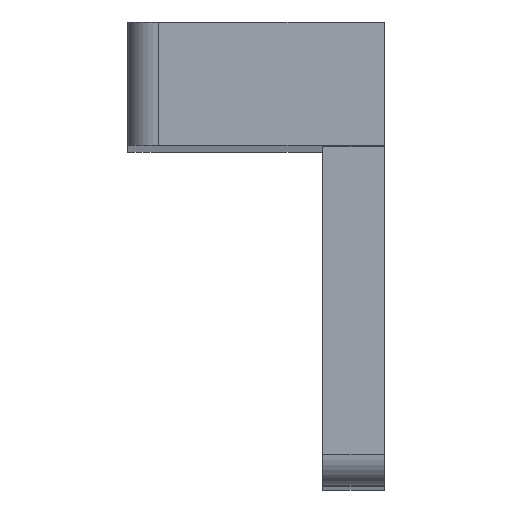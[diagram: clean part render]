
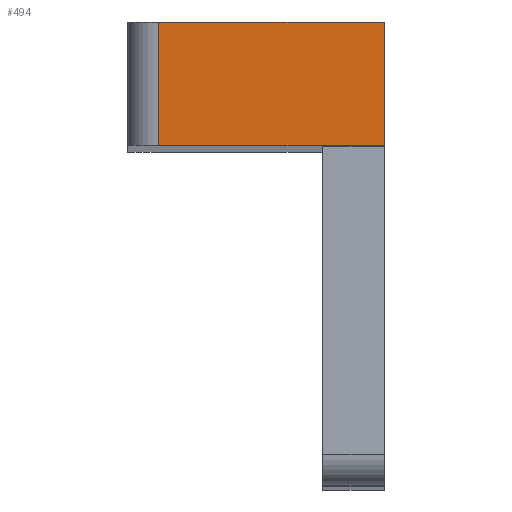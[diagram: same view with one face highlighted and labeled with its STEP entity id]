
A CAD part, top view. The second image highlights one B-rep face of the part: STEP entity #494.
In plain terms, the highlighted planar face has unit normal (0, 0, 1).
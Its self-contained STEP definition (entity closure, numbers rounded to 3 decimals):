
#52=LINE('',#776,#94);
#59=LINE('',#802,#101);
#60=LINE('',#804,#102);
#61=LINE('',#806,#103);
#94=VECTOR('',#621,1000.);
#101=VECTOR('',#644,1000.);
#102=VECTOR('',#645,1000.);
#103=VECTOR('',#646,1000.);
#160=ORIENTED_EDGE('',*,*,#274,.T.);
#161=ORIENTED_EDGE('',*,*,#287,.T.);
#162=ORIENTED_EDGE('',*,*,#288,.F.);
#163=ORIENTED_EDGE('',*,*,#289,.F.);
#274=EDGE_CURVE('',#337,#336,#52,.T.);
#287=EDGE_CURVE('',#336,#348,#59,.T.);
#288=EDGE_CURVE('',#349,#348,#60,.T.);
#289=EDGE_CURVE('',#337,#349,#61,.T.);
#336=VERTEX_POINT('',#775);
#337=VERTEX_POINT('',#777);
#348=VERTEX_POINT('',#803);
#349=VERTEX_POINT('',#805);
#398=EDGE_LOOP('',(#160,#161,#162,#163));
#442=FACE_BOUND('',#398,.T.);
#480=PLANE('',#545);
#494=ADVANCED_FACE('',(#442),#480,.F.);
#545=AXIS2_PLACEMENT_3D('',#801,#642,#643);
#621=DIRECTION('',(1.,0.,0.));
#642=DIRECTION('',(0.,0.,-1.));
#643=DIRECTION('',(0.,-1.,0.));
#644=DIRECTION('',(0.,1.,0.));
#645=DIRECTION('',(1.,0.,0.));
#646=DIRECTION('',(0.,1.,0.));
#775=CARTESIAN_POINT('',(0.883,64.087,123.993));
#776=CARTESIAN_POINT('',(-7.437,64.087,123.993));
#777=CARTESIAN_POINT('',(-6.437,64.087,123.993));
#801=CARTESIAN_POINT('',(-7.437,61.087,123.993));
#802=CARTESIAN_POINT('',(0.883,61.087,123.993));
#803=CARTESIAN_POINT('',(0.883,68.087,123.993));
#804=CARTESIAN_POINT('',(-7.437,68.087,123.993));
#805=CARTESIAN_POINT('',(-6.437,68.087,123.993));
#806=CARTESIAN_POINT('',(-6.437,61.087,123.993));
